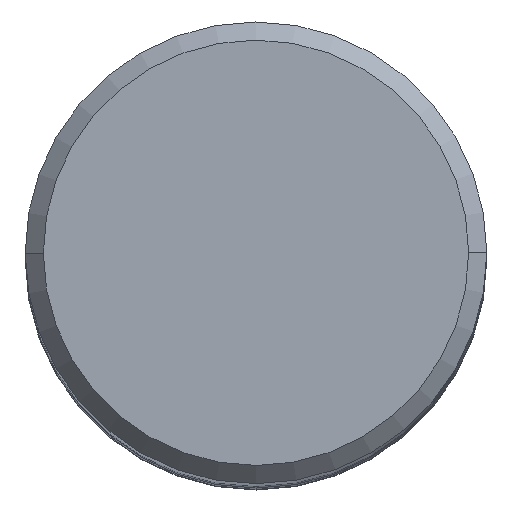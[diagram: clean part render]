
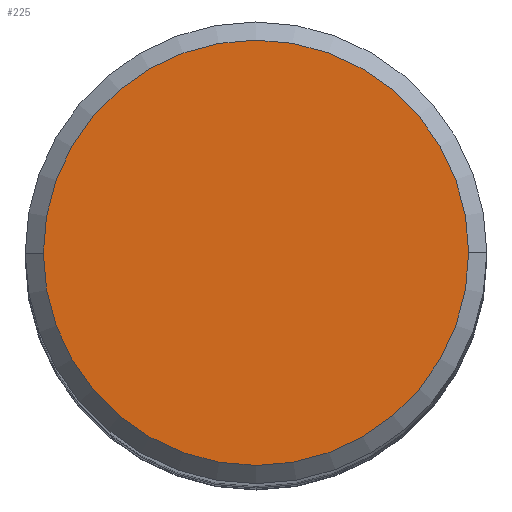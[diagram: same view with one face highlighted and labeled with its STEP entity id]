
A CAD part, top view. The second image highlights one B-rep face of the part: STEP entity #225.
In plain terms, the highlighted planar face has unit normal (0, 0, 1).
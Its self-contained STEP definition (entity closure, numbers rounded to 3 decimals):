
#52=PLANE('',#1844);
#225=ADVANCED_FACE('',(#351),#52,.F.);
#351=FACE_OUTER_BOUND('',#449,.T.);
#449=EDGE_LOOP('',(#830,#831));
#830=ORIENTED_EDGE('',*,*,#1141,.F.);
#831=ORIENTED_EDGE('',*,*,#1140,.F.);
#946=VERTEX_POINT('',#3523);
#947=VERTEX_POINT('',#3525);
#1140=EDGE_CURVE('',#947,#946,#1358,.T.);
#1141=EDGE_CURVE('',#946,#947,#1359,.T.);
#1358=CIRCLE('',#1841,11.7);
#1359=CIRCLE('',#1843,11.7);
#1841=AXIS2_PLACEMENT_3D('',#3526,#2342,#2343);
#1843=AXIS2_PLACEMENT_3D('',#3528,#2346,#2347);
#1844=AXIS2_PLACEMENT_3D('',#3529,#2348,#2349);
#2342=DIRECTION('',(0.,0.,-1.));
#2343=DIRECTION('',(1.,0.002,0.));
#2346=DIRECTION('',(0.,0.,-1.));
#2347=DIRECTION('',(-1.,-0.002,0.));
#2348=DIRECTION('',(0.,0.,-1.));
#2349=DIRECTION('',(-1.,-0.002,0.));
#3523=CARTESIAN_POINT('',(-11.7,-0.018,0.));
#3525=CARTESIAN_POINT('',(11.7,0.018,0.));
#3526=CARTESIAN_POINT('',(0.,0.,0.));
#3528=CARTESIAN_POINT('',(0.,0.,0.));
#3529=CARTESIAN_POINT('',(0.,0.,0.));
